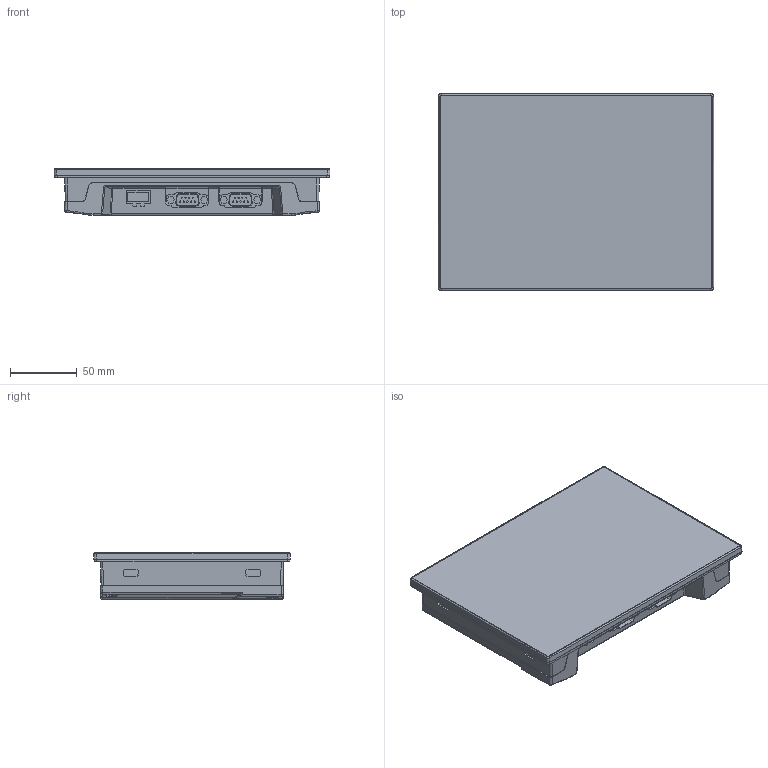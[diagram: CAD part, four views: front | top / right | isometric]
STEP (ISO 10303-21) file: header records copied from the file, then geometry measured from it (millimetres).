
FILE_DESCRIPTION(('CATIA V5 STEP Exchange'),'2;1');
FILE_NAME('CATPart19.stp','2022-09-02T08:49:00+00:00',('none'),('none'),'CATIA Version 5 Release 20 GA (IN-10)','CATIA V5 STEP AP203','none');
FILE_SCHEMA(('CONFIG_CONTROL_DESIGN'));
Products named in the file (1): 产品2_AllCATPart
Bounding box: 206 x 147 x 35.26 mm (x, y, z)
Volume: 783378.6 mm3; surface area: 168692.7 mm2
Topology: 1 solids, 128 shells, 4617 faces, 12796 edges, 8605 vertices
Faces by surface type: plane 2322, cylinder 1718, bspline 242, extrusion 203, cone 81, torus 31, sphere 20
Entity records: 181044 total; most frequent: CARTESIAN_POINT 75472, ORIENTED_EDGE 25578, DIRECTION 15317, EDGE_CURVE 12789, VERTEX_POINT 8605, VECTOR 7672, LINE 7469, AXIS2_PLACEMENT_3D 5200
